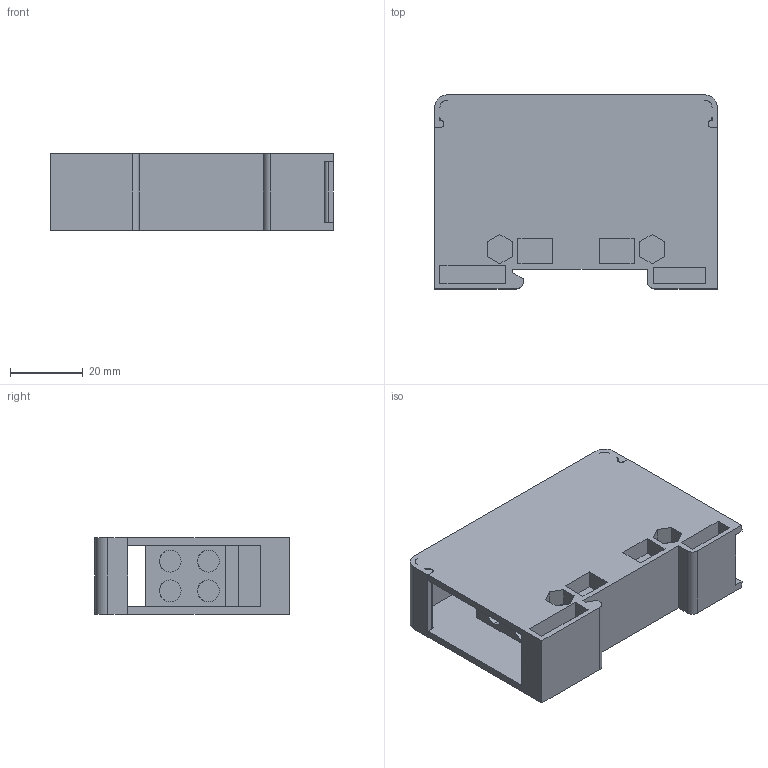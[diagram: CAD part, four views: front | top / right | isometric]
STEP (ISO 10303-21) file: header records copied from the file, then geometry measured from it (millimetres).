
FILE_DESCRIPTION((''),'2;1');
FILE_NAME('UJFX1-35_12_2_5','2019-08-14T',('Administrator'),(''),'PRO/ENGINEER BY PARAMETRIC TECHNOLOGY CORPORATION, 2008380','PRO/ENGINEER BY PARAMETRIC TECHNOLOGY CORPORATION, 2008380','');
FILE_SCHEMA(('CONFIG_CONTROL_DESIGN'));
Length unit declared in the file: millimetre
Products named in the file (1): UJFX1-35_12_2_5
Bounding box: 78 x 53.5 x 21 mm (x, y, z)
Volume: 42216.8 mm3; surface area: 25053.8 mm2
Topology: 1 solids, 1 shells, 159 faces, 456 edges, 308 vertices
Faces by surface type: plane 119, cylinder 40
Entity records: 5469 total; most frequent: CARTESIAN_POINT 1166, ORIENTED_EDGE 912, DIRECTION 830, EDGE_CURVE 456, VECTOR 356, LINE 356, VERTEX_POINT 308, AXIS2_PLACEMENT_3D 237
